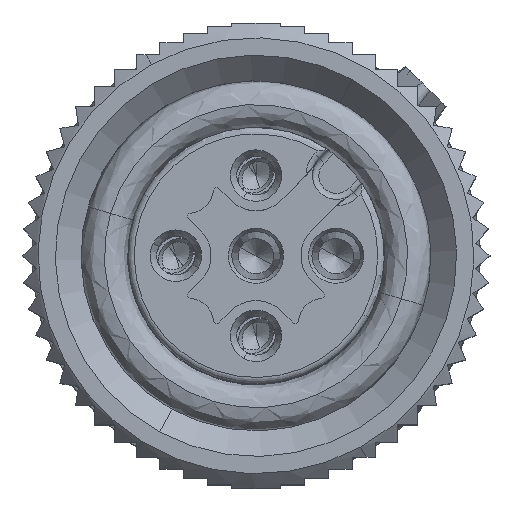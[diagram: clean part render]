
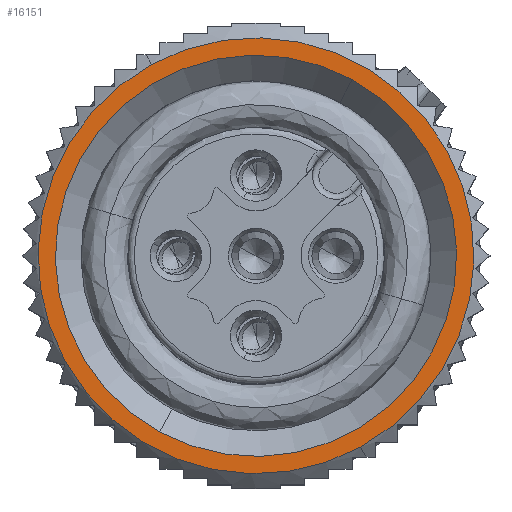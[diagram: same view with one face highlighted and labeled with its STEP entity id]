
A CAD part, top view. The second image highlights one B-rep face of the part: STEP entity #16151.
In plain terms, the highlighted planar face has unit normal (0, 0, 1).
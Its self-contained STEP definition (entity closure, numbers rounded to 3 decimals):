
#11891=AXIS2_PLACEMENT_3D('Circle Axis2P3D',#11889,#11890,$) ;
#15374=AXIS2_PLACEMENT_3D('Circle Axis2P3D',#15372,#15373,$) ;
#15400=AXIS2_PLACEMENT_3D('Circle Axis2P3D',#15398,#15399,$) ;
#16136=AXIS2_PLACEMENT_3D('Plane Axis2P3D',#16133,#16134,#16135) ;
#16140=AXIS2_PLACEMENT_3D('Circle Axis2P3D',#16138,#16139,$) ;
#11886=CARTESIAN_POINT('Vertex',(4.04,13.229,179.8)) ;
#11889=CARTESIAN_POINT('Axis2P3D Location',(7.3,7.261,179.8)) ;
#11893=CARTESIAN_POINT('Vertex',(10.56,1.294,179.8)) ;
#15372=CARTESIAN_POINT('Axis2P3D Location',(7.3,7.261,179.8)) ;
#15376=CARTESIAN_POINT('Vertex',(10.301,12.755,179.8)) ;
#15378=CARTESIAN_POINT('Vertex',(4.299,1.768,179.8)) ;
#15398=CARTESIAN_POINT('Axis2P3D Location',(7.3,7.261,179.8)) ;
#16133=CARTESIAN_POINT('Axis2P3D Location',(7.3,0.461,179.8)) ;
#16138=CARTESIAN_POINT('Axis2P3D Location',(7.3,7.261,179.8)) ;
#11890=DIRECTION('Axis2P3D Direction',(0.,0.,-1.)) ;
#15373=DIRECTION('Axis2P3D Direction',(0.,0.,1.)) ;
#15399=DIRECTION('Axis2P3D Direction',(0.,0.,1.)) ;
#16134=DIRECTION('Axis2P3D Direction',(0.,0.,1.)) ;
#16135=DIRECTION('Axis2P3D XDirection',(0.,1.,0.)) ;
#16139=DIRECTION('Axis2P3D Direction',(0.,0.,1.)) ;
#16144=ORIENTED_EDGE('',*,*,#11895,.T.) ;
#16145=ORIENTED_EDGE('',*,*,#16142,.T.) ;
#16148=ORIENTED_EDGE('',*,*,#15402,.F.) ;
#16149=ORIENTED_EDGE('',*,*,#15380,.F.) ;
#16150=FACE_BOUND('',#16147,.T.) ;
#16151=ADVANCED_FACE('Hauptk\X2\00F6\X0\rper',(#16146,#16150),#16137,.T.) ;
#11892=CIRCLE('generated circle',#11891,6.8) ;
#15375=CIRCLE('generated circle',#15374,6.26) ;
#15401=CIRCLE('generated circle',#15400,6.26) ;
#16141=CIRCLE('generated circle',#16140,6.8) ;
#11895=EDGE_CURVE('',#11894,#11887,#11892,.F.) ;
#15380=EDGE_CURVE('',#15377,#15379,#15375,.T.) ;
#15402=EDGE_CURVE('',#15379,#15377,#15401,.T.) ;
#16142=EDGE_CURVE('',#11887,#11894,#16141,.T.) ;
#16143=EDGE_LOOP('',(#16144,#16145)) ;
#16147=EDGE_LOOP('',(#16148,#16149)) ;
#16146=FACE_OUTER_BOUND('',#16143,.T.) ;
#16137=PLANE('',#16136) ;
#11887=VERTEX_POINT('',#11886) ;
#11894=VERTEX_POINT('',#11893) ;
#15377=VERTEX_POINT('',#15376) ;
#15379=VERTEX_POINT('',#15378) ;
